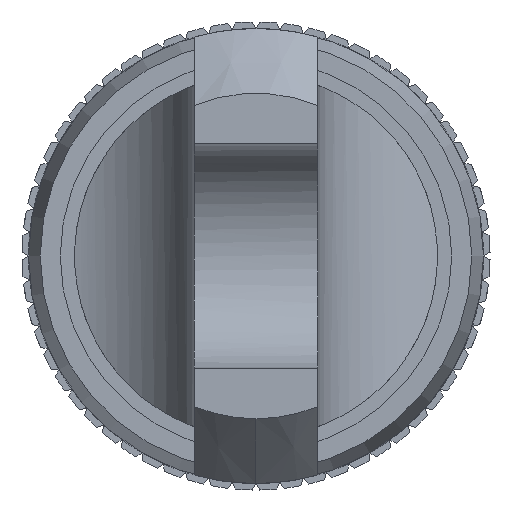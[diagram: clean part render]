
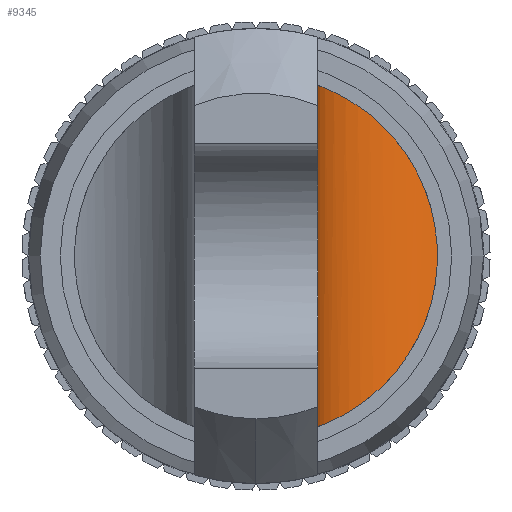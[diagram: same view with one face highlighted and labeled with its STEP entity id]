
A CAD part, left-side view. The second image highlights one B-rep face of the part: STEP entity #9345.
In plain terms, the highlighted cylindrical face has radius 5.08 mm (diameter 10.16 mm), a partial arc.
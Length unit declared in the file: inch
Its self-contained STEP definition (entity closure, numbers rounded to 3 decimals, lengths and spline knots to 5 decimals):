
#55 = CARTESIAN_POINT ( 'NONE',  ( -0.81265, -0.075, 0.20841 ) ) ;
#371 = EDGE_CURVE ( 'NONE', #15288, #15351, #9980, .T. ) ;
#697 = CARTESIAN_POINT ( 'NONE',  ( -0.67929, -0.12656, -0.18119 ) ) ;
#881 = CARTESIAN_POINT ( 'NONE',  ( -0.67444, -0.13111, 0.17795 ) ) ;
#1060 = CARTESIAN_POINT ( 'NONE',  ( -0.72842, -0.09384, -0.20006 ) ) ;
#1256 = CARTESIAN_POINT ( 'NONE',  ( -0.81351, -0.275, 0.45 ) ) ;
#2151 = CARTESIAN_POINT ( 'NONE',  ( -0.69601, -0.11298, -0.18993 ) ) ;
#2158 = CARTESIAN_POINT ( 'NONE',  ( -0.81179, -0.07501, -0.20812 ) ) ;
#2253 = CARTESIAN_POINT ( 'NONE',  ( -0.75741, -0.08287, 0.20483 ) ) ;
#2273 = CARTESIAN_POINT ( 'NONE',  ( -0.81351, -0.075, -0.2087 ) ) ;
#2338 = CARTESIAN_POINT ( 'NONE',  ( -0.79522, -0.07522, -0.20775 ) ) ;
#2417 = CARTESIAN_POINT ( 'NONE',  ( -0.66071, -0.1458, 0.16615 ) ) ;
#2514 = CARTESIAN_POINT ( 'NONE',  ( -0.71519, -0.10067, 0.19672 ) ) ;
#2910 = DIRECTION ( 'NONE',  ( 1., 0., 0. ) ) ;
#2919 = DIRECTION ( 'NONE',  ( 0., 0., 1. ) ) ;
#3265 = CARTESIAN_POINT ( 'NONE',  ( -0.81092, -0.07502, -0.20782 ) ) ;
#3527 = CARTESIAN_POINT ( 'NONE',  ( -0.81265, -0.075, -0.20841 ) ) ;
#3606 = CARTESIAN_POINT ( 'NONE',  ( -0.6742, -0.13133, -0.17779 ) ) ;
#3707 = CARTESIAN_POINT ( 'NONE',  ( -0.6299, -0.19543, -0.1042 ) ) ;
#3787 = CARTESIAN_POINT ( 'NONE',  ( -0.62354, -0.2124, 0.06135 ) ) ;
#3866 = CARTESIAN_POINT ( 'NONE',  ( -0.81092, -0.07502, -0.20782 ) ) ;
#3875 = VERTEX_POINT ( 'NONE', #12106 ) ;
#4281 = FACE_OUTER_BOUND ( 'NONE', #17914, .T. ) ;
#4355 = CARTESIAN_POINT ( 'NONE',  ( -0.81351, -0.075, 0.2087 ) ) ;
#4451 = CARTESIAN_POINT ( 'NONE',  ( -0.81092, -0.07502, 0.20782 ) ) ;
#4597 = EDGE_CURVE ( 'NONE', #3875, #15288, #10856, .T. ) ;
#4727 = CARTESIAN_POINT ( 'NONE',  ( -0.79524, -0.07522, 0.20775 ) ) ;
#4908 = CARTESIAN_POINT ( 'NONE',  ( -0.64883, -0.16083, -0.15209 ) ) ;
#4992 = CARTESIAN_POINT ( 'NONE',  ( -0.62095, -0.22095, 0.01559 ) ) ;
#5081 = CARTESIAN_POINT ( 'NONE',  ( -0.64289, -0.17019, 0.14169 ) ) ;
#5264 = CARTESIAN_POINT ( 'NONE',  ( -0.62622, -0.20477, 0.08335 ) ) ;
#5314 = B_SPLINE_CURVE_WITH_KNOTS ( 'NONE', 3,
 ( #4355, #55, #7031, #9958 ),
 .UNSPECIFIED., .F., .F.,
 ( 4, 4 ),
 ( 0., 0.00007 ),
 .UNSPECIFIED. ) ;
#5428 = ORIENTED_EDGE ( 'NONE', *, *, #6080, .F. ) ;
#6080 = EDGE_CURVE ( 'NONE', #15351, #16819, #5314, .T. ) ;
#6197 = CARTESIAN_POINT ( 'NONE',  ( -0.7799, -0.07724, 0.20705 ) ) ;
#6247 = AXIS2_PLACEMENT_3D ( 'NONE', #1256, #9888, #2910 ) ;
#6288 = CARTESIAN_POINT ( 'NONE',  ( -0.62994, -0.19534, 0.10438 ) ) ;
#6383 = CARTESIAN_POINT ( 'NONE',  ( -0.64894, -0.16065, 0.1523 ) ) ;
#6466 = CARTESIAN_POINT ( 'NONE',  ( -0.6252, -0.20758, 0.07607 ) ) ;
#6554 = CARTESIAN_POINT ( 'NONE',  ( -0.66475, -0.14115, -0.1701 ) ) ;
#6955 = CYLINDRICAL_SURFACE ( 'NONE', #6247, 0.2 ) ;
#7031 = CARTESIAN_POINT ( 'NONE',  ( -0.81179, -0.07501, 0.20812 ) ) ;
#7768 = CARTESIAN_POINT ( 'NONE',  ( -0.70841, -0.10468, -0.19464 ) ) ;
#7858 = CARTESIAN_POINT ( 'NONE',  ( -0.69044, -0.11719, 0.18739 ) ) ;
#8022 = CARTESIAN_POINT ( 'NONE',  ( -0.74995, -0.08521, 0.20388 ) ) ;
#8438 = CARTESIAN_POINT ( 'NONE',  ( -0.81351, -0.075, 0.20783 ) ) ;
#9136 = CARTESIAN_POINT ( 'NONE',  ( -0.6214, -0.21929, -0.03115 ) ) ;
#9232 = CARTESIAN_POINT ( 'NONE',  ( -0.77984, -0.07724, -0.20704 ) ) ;
#9324 = CARTESIAN_POINT ( 'NONE',  ( -0.73555, -0.09066, 0.20151 ) ) ;
#9345 = ADVANCED_FACE ( 'NONE', ( #4281 ), #6955, .F. ) ;
#9400 = CARTESIAN_POINT ( 'NONE',  ( -0.6234, -0.21281, -0.06137 ) ) ;
#9487 = CARTESIAN_POINT ( 'NONE',  ( -0.74979, -0.08527, -0.20385 ) ) ;
#9888 = DIRECTION ( 'NONE',  ( 0., 0., 1. ) ) ;
#9958 = CARTESIAN_POINT ( 'NONE',  ( -0.81092, -0.07502, 0.20782 ) ) ;
#9980 = LINE ( 'NONE', #8438, #11739 ) ;
#10446 = ORIENTED_EDGE ( 'NONE', *, *, #371, .F. ) ;
#10595 = CARTESIAN_POINT ( 'NONE',  ( -0.63322, -0.18785, -0.11727 ) ) ;
#10697 = CARTESIAN_POINT ( 'NONE',  ( -0.73539, -0.09073, -0.20148 ) ) ;
#10856 = B_SPLINE_CURVE_WITH_KNOTS ( 'NONE', 3,
 ( #3265, #2158, #3527, #14551 ),
 .UNSPECIFIED., .F., .F.,
 ( 4, 4 ),
 ( 0., 0.00007 ),
 .UNSPECIFIED. ) ;
#10865 = CARTESIAN_POINT ( 'NONE',  ( -0.62498, -0.2079, -0.07634 ) ) ;
#11714 = CARTESIAN_POINT ( 'NONE',  ( -0.81092, -0.07502, 0.20782 ) ) ;
#11739 = VECTOR ( 'NONE', #2919, 39.37008 ) ;
#11887 = CARTESIAN_POINT ( 'NONE',  ( -0.71496, -0.1008, -0.19665 ) ) ;
#11979 = CARTESIAN_POINT ( 'NONE',  ( -0.63331, -0.18767, 0.11756 ) ) ;
#12060 = CARTESIAN_POINT ( 'NONE',  ( -0.66506, -0.14081, 0.17038 ) ) ;
#12106 = CARTESIAN_POINT ( 'NONE',  ( -0.81092, -0.07502, -0.20782 ) ) ;
#12161 = CARTESIAN_POINT ( 'NONE',  ( -0.64279, -0.17033, -0.14152 ) ) ;
#12177 = CARTESIAN_POINT ( 'NONE',  ( -0.81351, -0.075, 0.2087 ) ) ;
#12623 = B_SPLINE_CURVE_WITH_KNOTS ( 'NONE', 3,
 ( #4451, #4727, #6197, #2253, #8022, #9324, #17853, #2514, #17493, #16189, #7858, #13445, #881, #12060, #2417, #6383, #5081, #11979, #6288, #5264, #6466, #3787, #17579, #13254, #4992, #17660, #9136, #9400, #10865, #3707, #10595, #12161, #4908, #13526, #6554, #3606, #697, #14716, #2151, #7768, #11887, #1060, #10697, #9487, #13358, #9232, #2338, #3866 ),
 .UNSPECIFIED., .F., .F.,
 ( 4, 2, 2, 2, 2, 2, 2, 2, 2, 2, 2, 2, 2, 2, 2, 2, 2, 2, 2, 2, 2, 2, 2, 4 ),
 ( -0.00942, -0.00825, -0.00766, -0.00707, -0.00648, -0.00589, -0.0053, -0.00471, -0.00353, -0.00235, -0.00177, -0.00118, 0., 0.00118, 0.00236, 0.00354, 0.00472, 0.0053, 0.00589, 0.00648, 0.00707, 0.00766, 0.00825, 0.00943 ),
 .UNSPECIFIED. ) ;
#13254 = CARTESIAN_POINT ( 'NONE',  ( -0.6214, -0.21928, 0.03121 ) ) ;
#13358 = CARTESIAN_POINT ( 'NONE',  ( -0.75726, -0.08292, -0.20481 ) ) ;
#13445 = CARTESIAN_POINT ( 'NONE',  ( -0.67951, -0.12636, 0.18133 ) ) ;
#13526 = CARTESIAN_POINT ( 'NONE',  ( -0.66042, -0.14615, -0.16584 ) ) ;
#14551 = CARTESIAN_POINT ( 'NONE',  ( -0.81351, -0.075, -0.2087 ) ) ;
#14716 = CARTESIAN_POINT ( 'NONE',  ( -0.69019, -0.11738, -0.18727 ) ) ;
#14761 = ORIENTED_EDGE ( 'NONE', *, *, #4597, .F. ) ;
#15288 = VERTEX_POINT ( 'NONE', #2273 ) ;
#15351 = VERTEX_POINT ( 'NONE', #12177 ) ;
#16189 = CARTESIAN_POINT ( 'NONE',  ( -0.69636, -0.11274, 0.19008 ) ) ;
#16819 = VERTEX_POINT ( 'NONE', #11714 ) ;
#16883 = EDGE_CURVE ( 'NONE', #16819, #3875, #12623, .T. ) ;
#17493 = CARTESIAN_POINT ( 'NONE',  ( -0.70874, -0.10447, 0.19474 ) ) ;
#17533 = ORIENTED_EDGE ( 'NONE', *, *, #16883, .F. ) ;
#17579 = CARTESIAN_POINT ( 'NONE',  ( -0.6229, -0.21442, 0.05388 ) ) ;
#17660 = CARTESIAN_POINT ( 'NONE',  ( -0.62096, -0.22094, -0.01576 ) ) ;
#17853 = CARTESIAN_POINT ( 'NONE',  ( -0.7286, -0.09377, 0.2001 ) ) ;
#17914 = EDGE_LOOP ( 'NONE', ( #5428, #10446, #14761, #17533 ) ) ;
